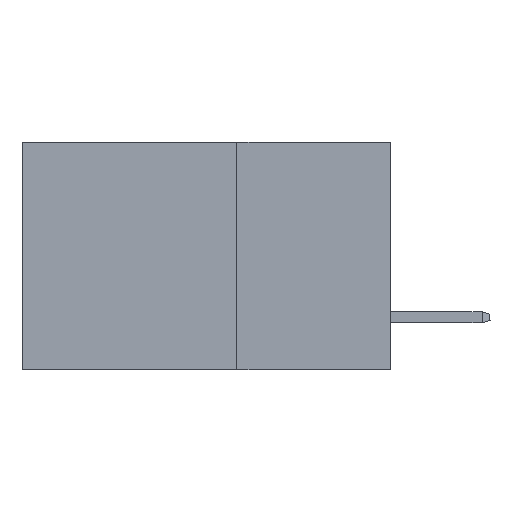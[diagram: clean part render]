
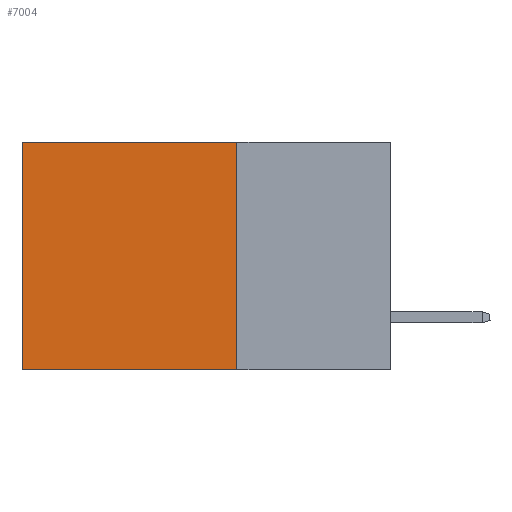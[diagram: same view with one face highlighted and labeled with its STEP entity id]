
A CAD part, left-side view. The second image highlights one B-rep face of the part: STEP entity #7004.
In plain terms, the highlighted planar face has unit normal (-1, 0, 0).
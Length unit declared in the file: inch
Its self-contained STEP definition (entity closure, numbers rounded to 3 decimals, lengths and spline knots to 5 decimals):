
#1130 = VECTOR ( 'NONE', #6247, 39.37008 ) ;
#1181 = CARTESIAN_POINT ( 'NONE',  ( 0.2875, 0.25, -0.37 ) ) ;
#1330 = CARTESIAN_POINT ( 'NONE',  ( 0.2875, 0.6, -0.37 ) ) ;
#1366 = CARTESIAN_POINT ( 'NONE',  ( 0.2875, 0.25, 0. ) ) ;
#1462 = DIRECTION ( 'NONE',  ( 1., 0., 0. ) ) ;
#1749 = VERTEX_POINT ( 'NONE', #7587 ) ;
#2060 = EDGE_CURVE ( 'NONE', #1749, #6597, #2184, .T. ) ;
#2071 = DIRECTION ( 'NONE',  ( 0., 0., -1. ) ) ;
#2184 = LINE ( 'NONE', #7300, #5586 ) ;
#2223 = ORIENTED_EDGE ( 'NONE', *, *, #3717, .F. ) ;
#2337 = EDGE_CURVE ( 'NONE', #4974, #1749, #4747, .T. ) ;
#2766 = EDGE_CURVE ( 'NONE', #6261, #6597, #9061, .T. ) ;
#2870 = DIRECTION ( 'NONE',  ( 0., 0., -1. ) ) ;
#3470 = CARTESIAN_POINT ( 'NONE',  ( 0.2875, 0.25, 0. ) ) ;
#3717 = EDGE_CURVE ( 'NONE', #4974, #6261, #7894, .T. ) ;
#4747 = LINE ( 'NONE', #3470, #1130 ) ;
#4974 = VERTEX_POINT ( 'NONE', #6732 ) ;
#5006 = VECTOR ( 'NONE', #7565, 39.37008 ) ;
#5586 = VECTOR ( 'NONE', #6393, 39.37008 ) ;
#5620 = PLANE ( 'NONE',  #8587 ) ;
#5786 = EDGE_LOOP ( 'NONE', ( #5796, #8225, #2223, #7967 ) ) ;
#5796 = ORIENTED_EDGE ( 'NONE', *, *, #2060, .T. ) ;
#6247 = DIRECTION ( 'NONE',  ( 0., 1., 0. ) ) ;
#6261 = VERTEX_POINT ( 'NONE', #6455 ) ;
#6393 = DIRECTION ( 'NONE',  ( 0., 0., -1. ) ) ;
#6455 = CARTESIAN_POINT ( 'NONE',  ( 0.2875, 0.25, -0.37 ) ) ;
#6500 = VECTOR ( 'NONE', #2870, 39.37008 ) ;
#6527 = CARTESIAN_POINT ( 'NONE',  ( 0.2875, 0.25, 0. ) ) ;
#6597 = VERTEX_POINT ( 'NONE', #1330 ) ;
#6732 = CARTESIAN_POINT ( 'NONE',  ( 0.2875, 0.25, 0. ) ) ;
#7004 = ADVANCED_FACE ( 'NONE', ( #7036 ), #5620, .F. ) ;
#7036 = FACE_OUTER_BOUND ( 'NONE', #5786, .T. ) ;
#7300 = CARTESIAN_POINT ( 'NONE',  ( 0.2875, 0.6, 0. ) ) ;
#7565 = DIRECTION ( 'NONE',  ( 0., 1., 0. ) ) ;
#7587 = CARTESIAN_POINT ( 'NONE',  ( 0.2875, 0.6, 0. ) ) ;
#7894 = LINE ( 'NONE', #6527, #6500 ) ;
#7967 = ORIENTED_EDGE ( 'NONE', *, *, #2337, .T. ) ;
#8225 = ORIENTED_EDGE ( 'NONE', *, *, #2766, .F. ) ;
#8587 = AXIS2_PLACEMENT_3D ( 'NONE', #1366, #1462, #2071 ) ;
#9061 = LINE ( 'NONE', #1181, #5006 ) ;
